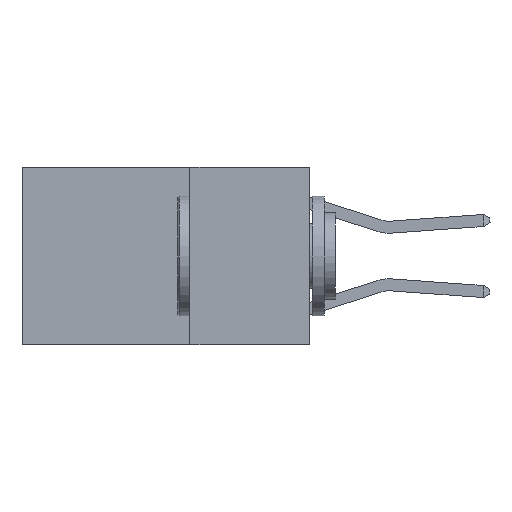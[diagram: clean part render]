
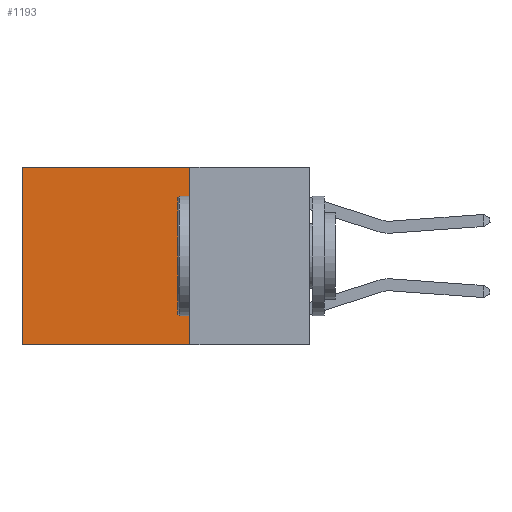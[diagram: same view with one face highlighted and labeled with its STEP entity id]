
A CAD part, left-side view. The second image highlights one B-rep face of the part: STEP entity #1193.
In plain terms, the highlighted planar face has unit normal (-1, 0, 0).
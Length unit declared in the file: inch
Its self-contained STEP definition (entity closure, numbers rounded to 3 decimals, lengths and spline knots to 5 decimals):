
#391 = DIRECTION ( 'NONE',  ( 1., 0., 0. ) ) ;
#888 = CARTESIAN_POINT ( 'NONE',  ( 0.2625, 0.25, 0. ) ) ;
#1193 = ADVANCED_FACE ( 'NONE', ( #10560 ), #11061, .F. ) ;
#2141 = DIRECTION ( 'NONE',  ( 0., 0., -1. ) ) ;
#2605 = VECTOR ( 'NONE', #4631, 39.37008 ) ;
#3107 = ORIENTED_EDGE ( 'NONE', *, *, #9520, .T. ) ;
#3173 = ORIENTED_EDGE ( 'NONE', *, *, #11439, .F. ) ;
#3217 = ORIENTED_EDGE ( 'NONE', *, *, #8260, .F. ) ;
#3260 = ORIENTED_EDGE ( 'NONE', *, *, #3542, .T. ) ;
#3370 = VERTEX_POINT ( 'NONE', #5180 ) ;
#3392 = CARTESIAN_POINT ( 'NONE',  ( 0.2625, 0.6, -0.37 ) ) ;
#3542 = EDGE_CURVE ( 'NONE', #9454, #9329, #10531, .T. ) ;
#4128 = VECTOR ( 'NONE', #2141, 39.37008 ) ;
#4631 = DIRECTION ( 'NONE',  ( 0., 0., -1. ) ) ;
#5085 = LINE ( 'NONE', #8905, #2605 ) ;
#5180 = CARTESIAN_POINT ( 'NONE',  ( 0.2625, 0.25, -0.37 ) ) ;
#5265 = CARTESIAN_POINT ( 'NONE',  ( 0.2625, 0.25, 0. ) ) ;
#5329 = LINE ( 'NONE', #8422, #9603 ) ;
#5691 = EDGE_LOOP ( 'NONE', ( #3107, #3173, #3217, #3260 ) ) ;
#7064 = VERTEX_POINT ( 'NONE', #3392 ) ;
#8260 = EDGE_CURVE ( 'NONE', #9454, #3370, #5085, .T. ) ;
#8299 = CARTESIAN_POINT ( 'NONE',  ( 0.2625, 0.6, 0. ) ) ;
#8422 = CARTESIAN_POINT ( 'NONE',  ( 0.2625, 0.25, -0.37 ) ) ;
#8890 = AXIS2_PLACEMENT_3D ( 'NONE', #5265, #391, #11500 ) ;
#8905 = CARTESIAN_POINT ( 'NONE',  ( 0.2625, 0.25, 0. ) ) ;
#8933 = LINE ( 'NONE', #8299, #4128 ) ;
#9062 = DIRECTION ( 'NONE',  ( 0., 1., 0. ) ) ;
#9181 = CARTESIAN_POINT ( 'NONE',  ( 0.2625, 0.25, 0. ) ) ;
#9301 = DIRECTION ( 'NONE',  ( 0., 1., 0. ) ) ;
#9329 = VERTEX_POINT ( 'NONE', #9870 ) ;
#9454 = VERTEX_POINT ( 'NONE', #9181 ) ;
#9520 = EDGE_CURVE ( 'NONE', #9329, #7064, #8933, .T. ) ;
#9603 = VECTOR ( 'NONE', #9301, 39.37008 ) ;
#9870 = CARTESIAN_POINT ( 'NONE',  ( 0.2625, 0.6, 0. ) ) ;
#10284 = VECTOR ( 'NONE', #9062, 39.37008 ) ;
#10531 = LINE ( 'NONE', #888, #10284 ) ;
#10560 = FACE_OUTER_BOUND ( 'NONE', #5691, .T. ) ;
#11061 = PLANE ( 'NONE',  #8890 ) ;
#11439 = EDGE_CURVE ( 'NONE', #3370, #7064, #5329, .T. ) ;
#11500 = DIRECTION ( 'NONE',  ( 0., 0., -1. ) ) ;
